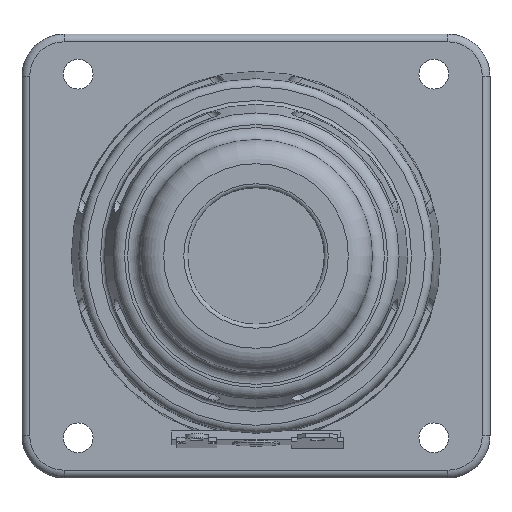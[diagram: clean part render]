
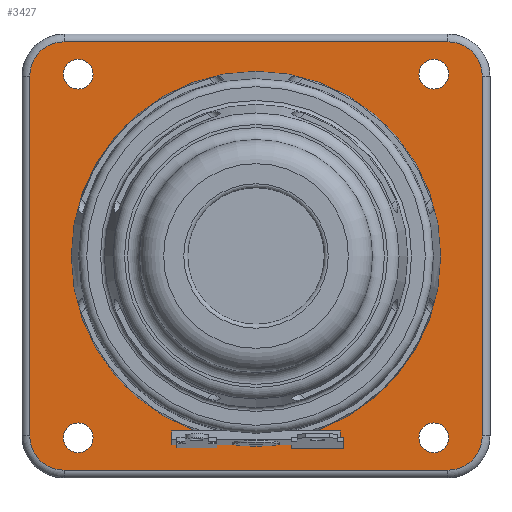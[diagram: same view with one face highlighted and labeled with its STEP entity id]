
A CAD part, front view. The second image highlights one B-rep face of the part: STEP entity #3427.
In plain terms, the highlighted planar face has unit normal (0, -1, 0).
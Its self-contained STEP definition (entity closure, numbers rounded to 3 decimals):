
#157=LINE('',#6071,#355);
#158=LINE('',#6084,#356);
#159=LINE('',#6088,#357);
#160=LINE('',#6098,#358);
#355=VECTOR('',#4347,44.8);
#356=VECTOR('',#4366,47.8);
#357=VECTOR('',#4371,47.8);
#358=VECTOR('',#4386,44.8);
#770=PLANE('',#3735);
#864=FACE_BOUND('',#1304,.T.);
#865=FACE_BOUND('',#1305,.T.);
#866=FACE_BOUND('',#1306,.T.);
#867=FACE_BOUND('',#1307,.T.);
#868=FACE_BOUND('',#1308,.T.);
#1061=FACE_OUTER_BOUND('',#1303,.T.);
#1303=EDGE_LOOP('',(#2765,#2766,#2767,#2768,#2769,#2770,#2771,#2772));
#1304=EDGE_LOOP('',(#2773));
#1305=EDGE_LOOP('',(#2774));
#1306=EDGE_LOOP('',(#2775));
#1307=EDGE_LOOP('',(#2776));
#1308=EDGE_LOOP('',(#2777));
#1574=CIRCLE('',#3720,4.282);
#1576=CIRCLE('',#3723,4.282);
#1580=CIRCLE('',#3730,4.282);
#1582=CIRCLE('',#3733,4.282);
#1583=CIRCLE('',#3736,1.85);
#1584=CIRCLE('',#3737,1.85);
#1585=CIRCLE('',#3738,1.85);
#1586=CIRCLE('',#3739,1.85);
#1587=CIRCLE('',#3740,23.);
#1807=VERTEX_POINT('',#6068);
#1808=VERTEX_POINT('',#6070);
#1809=VERTEX_POINT('',#6074);
#1810=VERTEX_POINT('',#6078);
#1811=VERTEX_POINT('',#6082);
#1812=VERTEX_POINT('',#6086);
#1813=VERTEX_POINT('',#6090);
#1814=VERTEX_POINT('',#6094);
#1815=VERTEX_POINT('',#6100);
#1816=VERTEX_POINT('',#6102);
#1817=VERTEX_POINT('',#6104);
#1818=VERTEX_POINT('',#6106);
#1819=VERTEX_POINT('',#6108);
#2184=EDGE_CURVE('',#1807,#1808,#157,.T.);
#2187=EDGE_CURVE('',#1809,#1807,#1574,.T.);
#2189=EDGE_CURVE('',#1808,#1810,#1576,.T.);
#2191=EDGE_CURVE('',#1811,#1809,#158,.T.);
#2193=EDGE_CURVE('',#1810,#1812,#159,.T.);
#2195=EDGE_CURVE('',#1813,#1811,#1580,.T.);
#2197=EDGE_CURVE('',#1812,#1814,#1582,.T.);
#2198=EDGE_CURVE('',#1814,#1813,#160,.T.);
#2199=EDGE_CURVE('',#1815,#1815,#1583,.T.);
#2200=EDGE_CURVE('',#1816,#1816,#1584,.T.);
#2201=EDGE_CURVE('',#1817,#1817,#1585,.T.);
#2202=EDGE_CURVE('',#1818,#1818,#1586,.T.);
#2203=EDGE_CURVE('',#1819,#1819,#1587,.T.);
#2765=ORIENTED_EDGE('',*,*,#2184,.F.);
#2766=ORIENTED_EDGE('',*,*,#2187,.F.);
#2767=ORIENTED_EDGE('',*,*,#2191,.F.);
#2768=ORIENTED_EDGE('',*,*,#2195,.F.);
#2769=ORIENTED_EDGE('',*,*,#2198,.F.);
#2770=ORIENTED_EDGE('',*,*,#2197,.F.);
#2771=ORIENTED_EDGE('',*,*,#2193,.F.);
#2772=ORIENTED_EDGE('',*,*,#2189,.F.);
#2773=ORIENTED_EDGE('',*,*,#2199,.T.);
#2774=ORIENTED_EDGE('',*,*,#2200,.T.);
#2775=ORIENTED_EDGE('',*,*,#2201,.T.);
#2776=ORIENTED_EDGE('',*,*,#2202,.T.);
#2777=ORIENTED_EDGE('',*,*,#2203,.T.);
#3427=ADVANCED_FACE('',(#1061,#864,#865,#866,#867,#868),#770,.F.);
#3720=AXIS2_PLACEMENT_3D('',#6076,#4354,#4355);
#3723=AXIS2_PLACEMENT_3D('',#6080,#4360,#4361);
#3730=AXIS2_PLACEMENT_3D('',#6092,#4376,#4377);
#3733=AXIS2_PLACEMENT_3D('',#6096,#4382,#4383);
#3735=AXIS2_PLACEMENT_3D('',#6099,#4387,#4388);
#3736=AXIS2_PLACEMENT_3D('',#6101,#4389,#4390);
#3737=AXIS2_PLACEMENT_3D('',#6103,#4391,#4392);
#3738=AXIS2_PLACEMENT_3D('',#6105,#4393,#4394);
#3739=AXIS2_PLACEMENT_3D('',#6107,#4395,#4396);
#3740=AXIS2_PLACEMENT_3D('',#6109,#4397,#4398);
#4347=DIRECTION('',(0.,0.,1.));
#4354=DIRECTION('center_axis',(0.,1.,0.));
#4355=DIRECTION('ref_axis',(1.,0.,0.));
#4360=DIRECTION('center_axis',(0.,1.,0.));
#4361=DIRECTION('ref_axis',(1.,0.,0.));
#4366=DIRECTION('',(-1.,0.,0.));
#4371=DIRECTION('',(1.,0.,0.));
#4376=DIRECTION('center_axis',(0.,1.,0.));
#4377=DIRECTION('ref_axis',(0.,0.,1.));
#4382=DIRECTION('center_axis',(0.,1.,0.));
#4383=DIRECTION('ref_axis',(0.,0.,-1.));
#4386=DIRECTION('',(0.,0.,-1.));
#4387=DIRECTION('center_axis',(0.,1.,0.));
#4388=DIRECTION('ref_axis',(0.,0.,1.));
#4389=DIRECTION('center_axis',(0.,1.,0.));
#4390=DIRECTION('ref_axis',(-1.,0.,0.));
#4391=DIRECTION('center_axis',(0.,1.,0.));
#4392=DIRECTION('ref_axis',(-1.,0.,0.));
#4393=DIRECTION('center_axis',(0.,1.,0.));
#4394=DIRECTION('ref_axis',(-1.,0.,0.));
#4395=DIRECTION('center_axis',(0.,1.,0.));
#4396=DIRECTION('ref_axis',(-1.,0.,0.));
#4397=DIRECTION('center_axis',(0.,1.,0.));
#4398=DIRECTION('ref_axis',(1.,0.,0.));
#6068=CARTESIAN_POINT('',(-28.182,29.5,-22.4));
#6070=CARTESIAN_POINT('',(-28.182,29.5,22.4));
#6071=CARTESIAN_POINT('',(-28.182,29.5,-22.4));
#6074=CARTESIAN_POINT('',(-23.9,29.5,-26.682));
#6076=CARTESIAN_POINT('Origin',(-23.9,29.5,-22.4));
#6078=CARTESIAN_POINT('',(-23.9,29.5,26.682));
#6080=CARTESIAN_POINT('Origin',(-23.9,29.5,22.4));
#6082=CARTESIAN_POINT('',(23.9,29.5,-26.682));
#6084=CARTESIAN_POINT('',(23.9,29.5,-26.682));
#6086=CARTESIAN_POINT('',(23.9,29.5,26.682));
#6088=CARTESIAN_POINT('',(-23.9,29.5,26.682));
#6090=CARTESIAN_POINT('',(28.182,29.5,-22.4));
#6092=CARTESIAN_POINT('Origin',(23.9,29.5,-22.4));
#6094=CARTESIAN_POINT('',(28.182,29.5,22.4));
#6096=CARTESIAN_POINT('Origin',(23.9,29.5,22.4));
#6098=CARTESIAN_POINT('',(28.182,29.5,22.4));
#6099=CARTESIAN_POINT('Origin',(0.,29.5,0.));
#6100=CARTESIAN_POINT('',(-20.3,29.5,-22.65));
#6101=CARTESIAN_POINT('Origin',(-22.15,29.5,-22.65));
#6102=CARTESIAN_POINT('',(24.,29.5,-22.65));
#6103=CARTESIAN_POINT('Origin',(22.15,29.5,-22.65));
#6104=CARTESIAN_POINT('',(24.,29.5,22.65));
#6105=CARTESIAN_POINT('Origin',(22.15,29.5,22.65));
#6106=CARTESIAN_POINT('',(-20.3,29.5,22.65));
#6107=CARTESIAN_POINT('Origin',(-22.15,29.5,22.65));
#6108=CARTESIAN_POINT('',(0.,29.5,23.));
#6109=CARTESIAN_POINT('Origin',(0.,29.5,0.));
